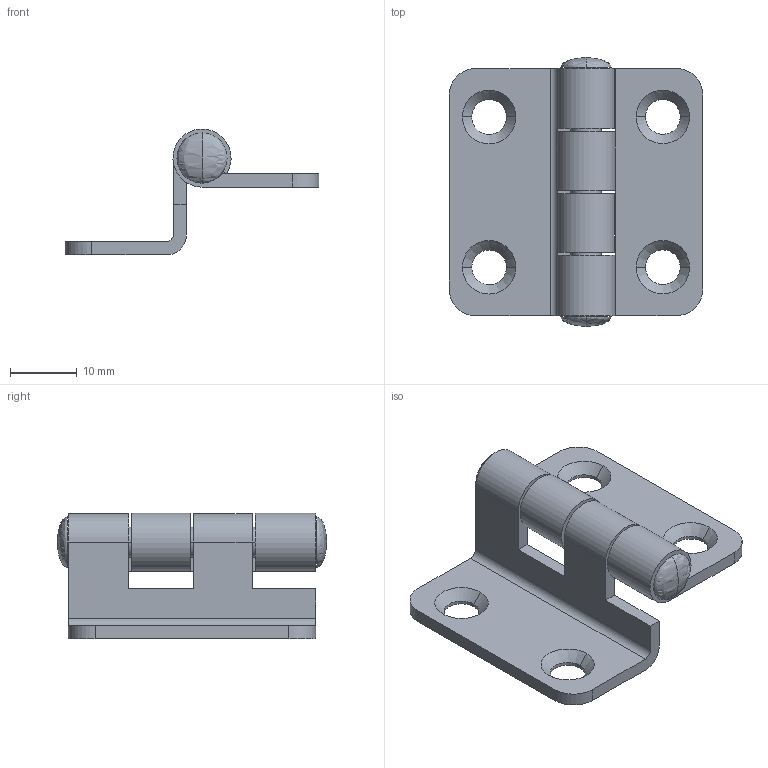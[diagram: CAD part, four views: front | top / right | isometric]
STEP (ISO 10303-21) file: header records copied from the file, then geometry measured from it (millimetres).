
FILE_DESCRIPTION(/* description */ (''),/* implementation_level */ '2;1');
FILE_NAME(/* name */ 'JL252',/* time_stamp */ '2024-09-13T14:21:30+08:00',/* author */ (''),/* organization */ (''),/* preprocessor_version */ 'ST-DEVELOPER v19.2',/* originating_system */ 'Rhino 8.5',/* authorisation */ '');
FILE_SCHEMA (('CONFIG_CONTROL_DESIGN'));
Length unit declared in the file: millimetre
Products named in the file (1): Document
Bounding box: 38 x 40.29 x 18.84 mm (x, y, z)
Volume: 4650.8 mm3; surface area: 5680.2 mm2
Topology: 3 solids, 3 shells, 70 faces, 182 edges, 112 vertices
Faces by surface type: plane 30, cylinder 26, bspline 14
Entity records: 2512 total; most frequent: CARTESIAN_POINT 986, ORIENTED_EDGE 348, DIRECTION 188, EDGE_CURVE 174, AXIS2_PLACEMENT_3D 120, VERTEX_POINT 112, EDGE_LOOP 80, B_SPLINE_CURVE_WITH_KNOTS 80
